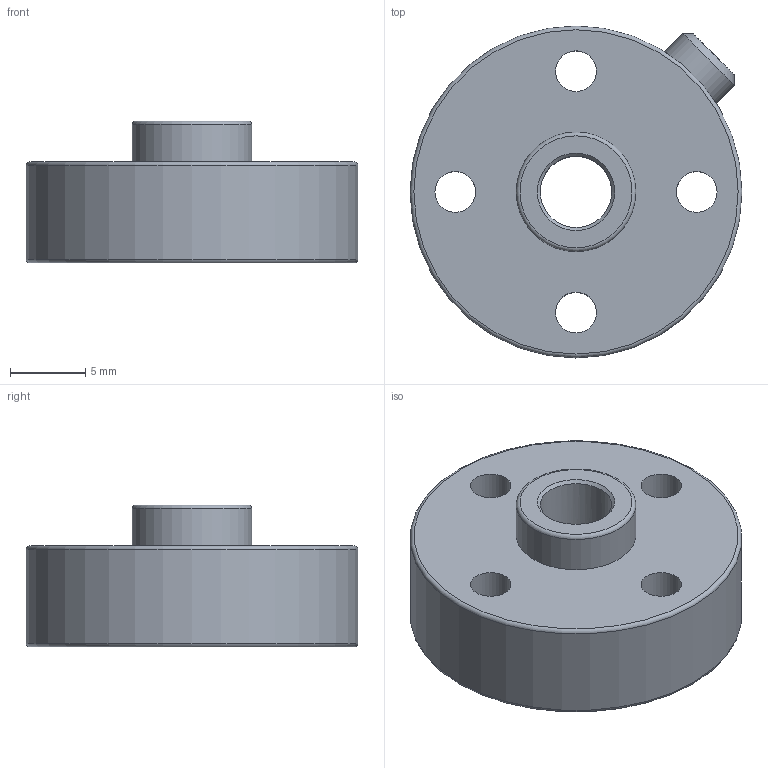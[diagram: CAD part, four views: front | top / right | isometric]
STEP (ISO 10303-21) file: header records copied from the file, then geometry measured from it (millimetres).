
FILE_DESCRIPTION(/* description */ (''),/* implementation_level */ '2;1');
FILE_NAME(/* name */ '39172_TXM-Axle Hub With Set Screw v1.step',/* time_stamp */ '2020-10-25T13:48:25-04:00',/* author */ (''),/* organization */ (''),/* preprocessor_version */ 'ST-DEVELOPER v18.1',/* originating_system */ 'Autodesk Translation Framework v9.3.0.1241',/* authorisation */ '');
FILE_SCHEMA (('AUTOMOTIVE_DESIGN { 1 0 10303 214 3 1 1 }'));
Length unit declared in the file: millimetre
Products named in the file (1): 39172_TXM-Axle Hub With Set Screw
Bounding box: 22 x 22 x 9.4 mm (x, y, z)
Volume: 2369.6 mm3; surface area: 1805.3 mm2
Topology: 2 solids, 2 shells, 28 faces, 67 edges, 44 vertices
Faces by surface type: plane 11, cylinder 9, cone 5, torus 3
Full cylindrical faces by diameter (mm): 2.7 x4, 4 x1, 4.73 x1, 4.826 x1, 7.925 x1, 22 x1
Entity records: 980 total; most frequent: CARTESIAN_POINT 218, DIRECTION 150, ORIENTED_EDGE 132, EDGE_CURVE 66, AXIS2_PLACEMENT_3D 59, VERTEX_POINT 44, EDGE_LOOP 42, LINE 32
